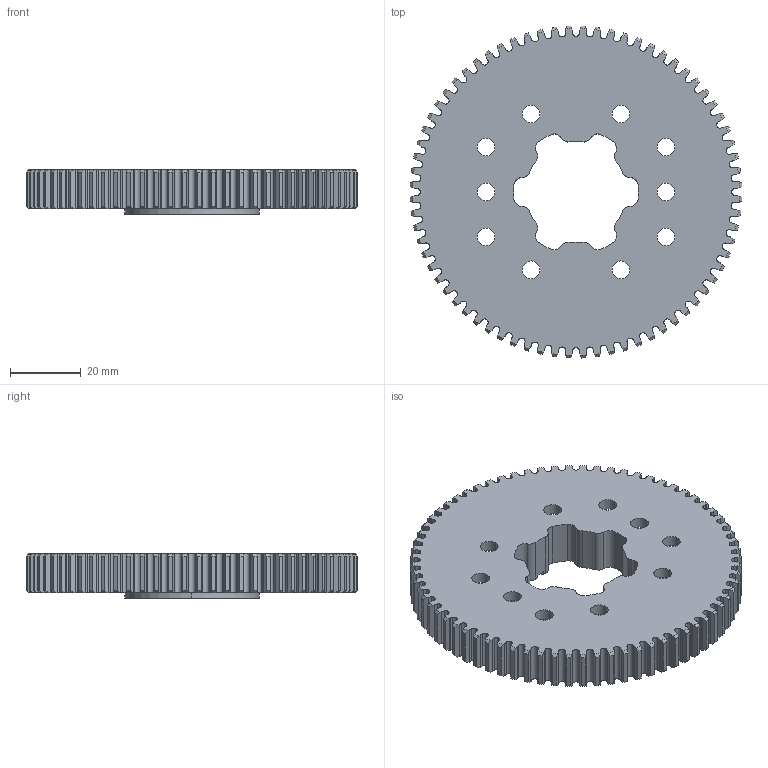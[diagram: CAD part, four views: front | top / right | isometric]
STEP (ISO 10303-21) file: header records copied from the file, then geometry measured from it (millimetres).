
FILE_DESCRIPTION (( 'STEP AP203' ), '1' );
FILE_NAME ('REV-21-3030.STEP', '2024-12-10T21:15:22', ( '' ), ( '' ), 'SwSTEP 2.0', 'SolidWorks 2022', '' );
FILE_SCHEMA (( 'CONFIG_CONTROL_DESIGN' ));
Length unit declared in the file: inch
Products named in the file (1): REV-21-3030
Bounding box: 93.83 x 93.83 x 12.7 mm (x, y, z)
Volume: 26577.5 mm3; surface area: 22415.1 mm2
Topology: 1 solids, 1 shells, 830 faces, 2475 edges, 1648 vertices
Faces by surface type: bspline 288, cylinder 240, plane 151, cone 147, torus 4
Entity records: 36674 total; most frequent: CARTESIAN_POINT 16193, ORIENTED_EDGE 4950, DIRECTION 3333, EDGE_CURVE 2475, VERTEX_POINT 1648, AXIS2_PLACEMENT_3D 1182, VECTOR 969, LINE 969
